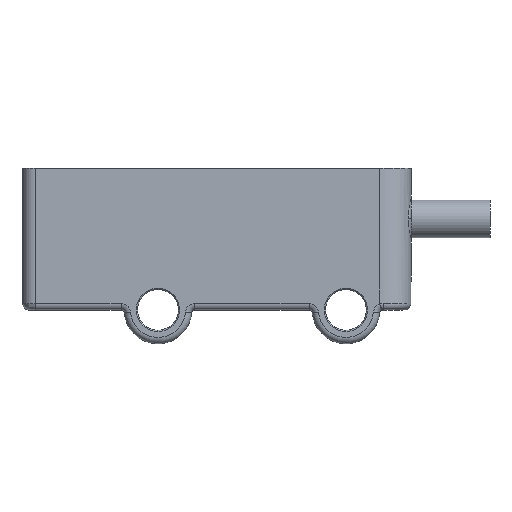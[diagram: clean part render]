
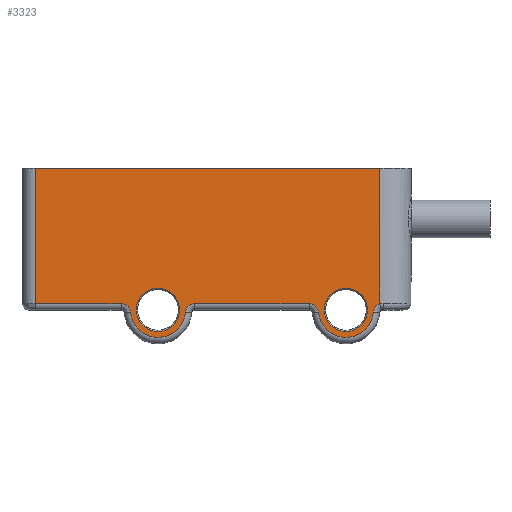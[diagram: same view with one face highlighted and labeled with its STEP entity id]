
A CAD part, top view. The second image highlights one B-rep face of the part: STEP entity #3323.
In plain terms, the highlighted planar face has unit normal (0, 0, 1).
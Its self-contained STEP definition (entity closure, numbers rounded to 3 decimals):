
#196=DIRECTION('',(0.,1.,0.));
#197=VECTOR('',#196,10.839);
#198=CARTESIAN_POINT('',(28.5,-2.339,4.));
#199=LINE('',#198,#197);
#268=CARTESIAN_POINT('',(28.739,-3.05,4.));
#269=DIRECTION('',(0.,0.,1.));
#270=DIRECTION('',(-0.319,0.948,0.));
#271=AXIS2_PLACEMENT_3D('',#268,#269,#270);
#273=CARTESIAN_POINT('',(25.8,-2.8,4.));
#274=DIRECTION('',(0.,0.,-1.));
#275=DIRECTION('',(0.996,-0.085,0.));
#276=AXIS2_PLACEMENT_3D('',#273,#274,#275);
#278=CARTESIAN_POINT('',(22.861,-3.05,4.));
#279=DIRECTION('',(0.,0.,1.));
#280=DIRECTION('',(0.996,0.085,0.));
#281=AXIS2_PLACEMENT_3D('',#278,#279,#280);
#283=DIRECTION('',(-1.,0.,0.));
#284=VECTOR('',#283,9.121);
#285=CARTESIAN_POINT('',(22.861,-2.3,4.));
#286=LINE('',#285,#284);
#287=CARTESIAN_POINT('',(13.739,-3.05,4.));
#288=DIRECTION('',(0.,0.,1.));
#289=DIRECTION('',(0.,1.,0.));
#290=AXIS2_PLACEMENT_3D('',#287,#288,#289);
#292=CARTESIAN_POINT('',(10.8,-2.8,4.));
#293=DIRECTION('',(0.,0.,-1.));
#294=DIRECTION('',(0.996,-0.085,0.));
#295=AXIS2_PLACEMENT_3D('',#292,#293,#294);
#297=CARTESIAN_POINT('',(7.861,-3.05,4.));
#298=DIRECTION('',(0.,0.,1.));
#299=DIRECTION('',(0.996,0.085,0.));
#300=AXIS2_PLACEMENT_3D('',#297,#298,#299);
#302=DIRECTION('',(-1.,0.,0.));
#303=VECTOR('',#302,6.861);
#304=CARTESIAN_POINT('',(7.861,-2.3,4.));
#305=LINE('',#304,#303);
#306=CARTESIAN_POINT('',(10.8,-2.8,4.));
#307=DIRECTION('',(0.,0.,-1.));
#308=DIRECTION('',(1.,0.,0.));
#309=AXIS2_PLACEMENT_3D('',#306,#307,#308);
#311=CARTESIAN_POINT('',(10.8,-2.8,4.));
#312=DIRECTION('',(0.,0.,-1.));
#313=DIRECTION('',(-1.,0.,0.));
#314=AXIS2_PLACEMENT_3D('',#311,#312,#313);
#316=CARTESIAN_POINT('',(25.8,-2.8,4.));
#317=DIRECTION('',(0.,0.,-1.));
#318=DIRECTION('',(1.,0.,0.));
#319=AXIS2_PLACEMENT_3D('',#316,#317,#318);
#321=CARTESIAN_POINT('',(25.8,-2.8,4.));
#322=DIRECTION('',(0.,0.,-1.));
#323=DIRECTION('',(-1.,0.,0.));
#324=AXIS2_PLACEMENT_3D('',#321,#322,#323);
#330=DIRECTION('',(0.,-1.,0.));
#331=VECTOR('',#330,10.8);
#332=CARTESIAN_POINT('',(1.,8.5,4.));
#333=LINE('',#332,#331);
#442=DIRECTION('',(1.,0.,0.));
#443=VECTOR('',#442,27.5);
#444=CARTESIAN_POINT('',(1.,8.5,4.));
#445=LINE('',#444,#443);
#2645=CARTESIAN_POINT('',(1.,-2.3,4.));
#2646=VERTEX_POINT('',#2645);
#2649=CARTESIAN_POINT('',(7.861,-2.3,4.));
#2650=VERTEX_POINT('',#2649);
#2653=CARTESIAN_POINT('',(8.608,-2.986,4.));
#2654=VERTEX_POINT('',#2653);
#2657=CARTESIAN_POINT('',(12.992,-2.986,4.));
#2658=VERTEX_POINT('',#2657);
#2661=CARTESIAN_POINT('',(13.739,-2.3,4.));
#2662=VERTEX_POINT('',#2661);
#2665=CARTESIAN_POINT('',(22.861,-2.3,4.));
#2666=VERTEX_POINT('',#2665);
#2669=CARTESIAN_POINT('',(23.608,-2.986,4.));
#2670=VERTEX_POINT('',#2669);
#2673=CARTESIAN_POINT('',(27.992,-2.986,4.));
#2674=VERTEX_POINT('',#2673);
#2677=CARTESIAN_POINT('',(28.5,-2.339,4.));
#2678=VERTEX_POINT('',#2677);
#2783=CARTESIAN_POINT('',(27.525,-2.8,4.));
#2784=CARTESIAN_POINT('',(24.075,-2.8,4.));
#2785=VERTEX_POINT('',#2783);
#2786=VERTEX_POINT('',#2784);
#2799=CARTESIAN_POINT('',(12.525,-2.8,4.));
#2800=CARTESIAN_POINT('',(9.075,-2.8,4.));
#2801=VERTEX_POINT('',#2799);
#2802=VERTEX_POINT('',#2800);
#2820=CARTESIAN_POINT('',(1.,8.5,4.));
#2822=VERTEX_POINT('',#2820);
#2827=CARTESIAN_POINT('',(28.5,8.5,4.));
#2829=VERTEX_POINT('',#2827);
#3283=CARTESIAN_POINT('',(0.,0.,4.));
#3284=DIRECTION('',(0.,0.,1.));
#3285=DIRECTION('',(1.,0.,0.));
#3286=AXIS2_PLACEMENT_3D('',#3283,#3284,#3285);
#3287=PLANE('',#3286);
#3289=ORIENTED_EDGE('',*,*,#3288,.F.);
#3291=ORIENTED_EDGE('',*,*,#3290,.T.);
#3292=ORIENTED_EDGE('',*,*,#3257,.F.);
#3294=ORIENTED_EDGE('',*,*,#3293,.T.);
#3296=ORIENTED_EDGE('',*,*,#3295,.T.);
#3298=ORIENTED_EDGE('',*,*,#3297,.T.);
#3300=ORIENTED_EDGE('',*,*,#3299,.T.);
#3302=ORIENTED_EDGE('',*,*,#3301,.T.);
#3304=ORIENTED_EDGE('',*,*,#3303,.T.);
#3306=ORIENTED_EDGE('',*,*,#3305,.T.);
#3308=ORIENTED_EDGE('',*,*,#3307,.T.);
#3309=EDGE_LOOP('',(#3289,#3291,#3292,#3294,#3296,#3298,#3300,#3302,#3304,#3306,
#3308));
#3310=FACE_OUTER_BOUND('',#3309,.F.);
#3312=ORIENTED_EDGE('',*,*,#3311,.F.);
#3314=ORIENTED_EDGE('',*,*,#3313,.F.);
#3315=EDGE_LOOP('',(#3312,#3314));
#3316=FACE_BOUND('',#3315,.F.);
#3318=ORIENTED_EDGE('',*,*,#3317,.F.);
#3320=ORIENTED_EDGE('',*,*,#3319,.F.);
#3321=EDGE_LOOP('',(#3318,#3320));
#3322=FACE_BOUND('',#3321,.F.);
#3323=ADVANCED_FACE('',(#3310,#3316,#3322),#3287,.T.);
#272=CIRCLE('',#271,0.75);
#277=CIRCLE('',#276,2.2);
#282=CIRCLE('',#281,0.75);
#291=CIRCLE('',#290,0.75);
#296=CIRCLE('',#295,2.2);
#301=CIRCLE('',#300,0.75);
#310=CIRCLE('',#309,1.725);
#315=CIRCLE('',#314,1.725);
#320=CIRCLE('',#319,1.725);
#325=CIRCLE('',#324,1.725);
#3257=EDGE_CURVE('',#2678,#2829,#199,.T.);
#3288=EDGE_CURVE('',#2822,#2646,#333,.T.);
#3290=EDGE_CURVE('',#2822,#2829,#445,.T.);
#3293=EDGE_CURVE('',#2678,#2674,#272,.T.);
#3295=EDGE_CURVE('',#2674,#2670,#277,.T.);
#3297=EDGE_CURVE('',#2670,#2666,#282,.T.);
#3299=EDGE_CURVE('',#2666,#2662,#286,.T.);
#3301=EDGE_CURVE('',#2662,#2658,#291,.T.);
#3303=EDGE_CURVE('',#2658,#2654,#296,.T.);
#3305=EDGE_CURVE('',#2654,#2650,#301,.T.);
#3307=EDGE_CURVE('',#2650,#2646,#305,.T.);
#3311=EDGE_CURVE('',#2801,#2802,#310,.T.);
#3313=EDGE_CURVE('',#2802,#2801,#315,.T.);
#3317=EDGE_CURVE('',#2785,#2786,#320,.T.);
#3319=EDGE_CURVE('',#2786,#2785,#325,.T.);
